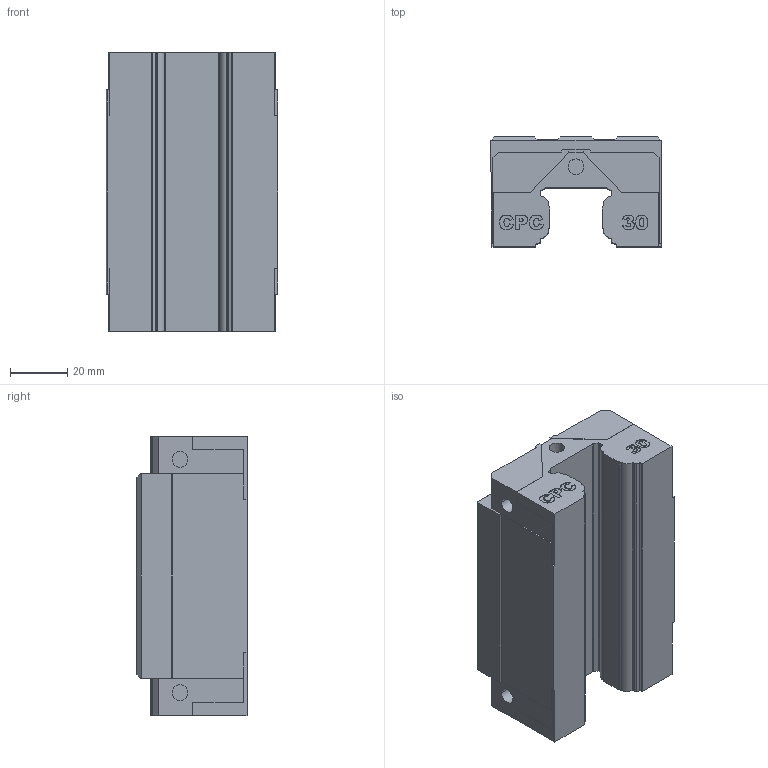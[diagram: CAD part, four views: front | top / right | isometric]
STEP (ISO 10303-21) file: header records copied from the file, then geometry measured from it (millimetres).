
FILE_DESCRIPTION (( 'STEP AP214' ), '1' );
FILE_NAME ('HRC30MN-block.STEP', '2013-03-11T10:36:42', ( 'CPC' ), ( '' ), 'SwSTEP 2.0', 'SolidWorks 2010', '' );
FILE_SCHEMA (( 'AUTOMOTIVE_DESIGN' ));
Length unit declared in the file: millimetre
Products named in the file (1): HRC30MN-block
Bounding box: 60 x 38.4 x 97.5 mm (x, y, z)
Volume: 166353.2 mm3; surface area: 28893.9 mm2
Topology: 1 solids, 1 shells, 330 faces, 880 edges, 576 vertices
Faces by surface type: plane 156, bspline 98, cylinder 60, cone 16
Entity records: 19111 total; most frequent: CARTESIAN_POINT 10665, ORIENTED_EDGE 1744, DIRECTION 1270, EDGE_CURVE 872, VERTEX_POINT 576, VECTOR 548, LINE 548, EDGE_LOOP 362
